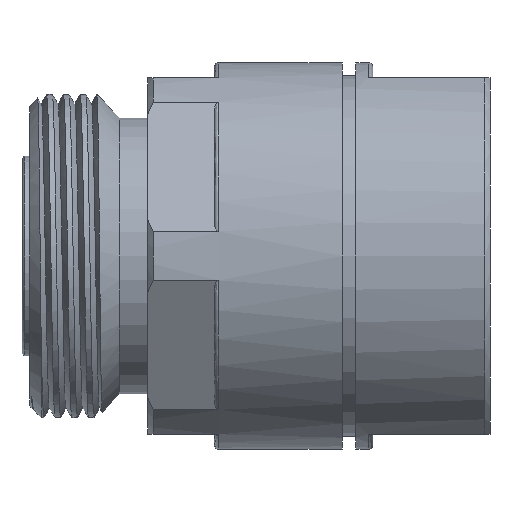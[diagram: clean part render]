
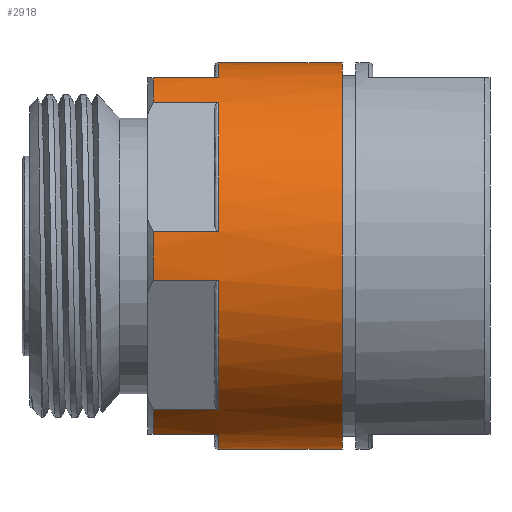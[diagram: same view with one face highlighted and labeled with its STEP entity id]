
A CAD part, front view. The second image highlights one B-rep face of the part: STEP entity #2918.
In plain terms, the highlighted cylindrical face has radius 17.35 mm (diameter 34.7 mm), a partial arc.
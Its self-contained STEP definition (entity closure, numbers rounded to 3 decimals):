
#265=CARTESIAN_POINT('',(-9.237,-10.501,13.811));
#282=CARTESIAN_POINT('',(-9.237,-6.71,16.));
#284=CARTESIAN_POINT('',(-9.237,0.,0.));
#285=DIRECTION('',(-1.,0.,0.));
#286=DIRECTION('',(0.,-0.605,0.796));
#287=AXIS2_PLACEMENT_3D('',#284,#285,#286);
#289=CARTESIAN_POINT('',(-9.237,-17.211,
-2.189));
#306=CARTESIAN_POINT('',(-9.237,-17.211,2.189));
#308=CARTESIAN_POINT('',(-9.237,0.,0.));
#309=DIRECTION('',(-1.,0.,0.));
#310=DIRECTION('',(0.,-0.992,-0.126));
#311=AXIS2_PLACEMENT_3D('',#308,#309,#310);
#313=CARTESIAN_POINT('',(-9.237,-6.71,-16.));
#330=CARTESIAN_POINT('',(-9.237,-10.501,
-13.811));
#332=CARTESIAN_POINT('',(-9.237,0.,0.));
#333=DIRECTION('',(-1.,0.,0.));
#334=DIRECTION('',(0.,-0.387,-0.922));
#335=AXIS2_PLACEMENT_3D('',#332,#333,#334);
#413=DIRECTION('',(-1.,0.,0.));
#414=VECTOR('',#413,5.885);
#415=CARTESIAN_POINT('',(-3.352,-17.211,2.189));
#416=LINE('',#415,#414);
#417=DIRECTION('',(1.,0.,0.));
#418=VECTOR('',#417,5.885);
#419=CARTESIAN_POINT('',(-9.237,-10.501,13.811));
#420=LINE('',#419,#418);
#421=CARTESIAN_POINT('',(-3.352,0.,0.));
#422=DIRECTION('',(1.,0.,0.));
#423=DIRECTION('',(0.,-0.605,0.796));
#424=AXIS2_PLACEMENT_3D('',#421,#422,#423);
#426=CARTESIAN_POINT('',(-3.352,-17.211,2.189));
#459=CARTESIAN_POINT('',(-3.352,-10.501,13.811));
#461=CARTESIAN_POINT('',(-3.352,0.,0.));
#462=DIRECTION('',(1.,0.,0.));
#463=DIRECTION('',(0.,0.,1.));
#464=AXIS2_PLACEMENT_3D('',#461,#462,#463);
#466=DIRECTION('',(-1.,0.,0.));
#467=VECTOR('',#466,11.082);
#468=CARTESIAN_POINT('',(7.73,0.,17.35));
#469=LINE('',#468,#467);
#470=CARTESIAN_POINT('',(7.73,0.,0.));
#471=DIRECTION('',(-1.,0.,0.));
#472=DIRECTION('',(0.,0.,-1.));
#473=AXIS2_PLACEMENT_3D('',#470,#471,#472);
#475=DIRECTION('',(-1.,0.,0.));
#476=VECTOR('',#475,11.082);
#477=CARTESIAN_POINT('',(7.73,0.,-17.35));
#478=LINE('',#477,#476);
#479=CARTESIAN_POINT('',(-3.352,0.,0.));
#480=DIRECTION('',(1.,0.,0.));
#481=DIRECTION('',(0.,-0.387,-0.922));
#482=AXIS2_PLACEMENT_3D('',#479,#480,#481);
#523=DIRECTION('',(-1.,0.,0.));
#524=VECTOR('',#523,5.885);
#525=CARTESIAN_POINT('',(-3.352,-6.71,16.));
#526=LINE('',#525,#524);
#2007=DIRECTION('',(-1.,0.,0.));
#2008=VECTOR('',#2007,5.885);
#2009=CARTESIAN_POINT('',(-3.352,-10.501,
-13.811));
#2010=LINE('',#2009,#2008);
#2011=DIRECTION('',(1.,0.,0.));
#2012=VECTOR('',#2011,5.885);
#2013=CARTESIAN_POINT('',(-9.237,-17.211,
-2.189));
#2014=LINE('',#2013,#2012);
#2015=CARTESIAN_POINT('',(-3.352,0.,0.));
#2016=DIRECTION('',(1.,0.,0.));
#2017=DIRECTION('',(0.,-0.992,-0.126));
#2018=AXIS2_PLACEMENT_3D('',#2015,#2016,#2017);
#2020=CARTESIAN_POINT('',(-3.352,-10.501,
-13.811));
#2053=CARTESIAN_POINT('',(-3.352,-17.211,
-2.189));
#2063=DIRECTION('',(1.,0.,0.));
#2064=VECTOR('',#2063,5.885);
#2065=CARTESIAN_POINT('',(-9.237,-6.71,-16.));
#2066=LINE('',#2065,#2064);
#2143=CARTESIAN_POINT('',(7.73,0.,-17.35));
#2144=CARTESIAN_POINT('',(7.73,0.,17.35));
#2145=VERTEX_POINT('',#2143);
#2146=VERTEX_POINT('',#2144);
#2332=VERTEX_POINT('',#282);
#2333=VERTEX_POINT('',#265);
#2336=VERTEX_POINT('',#306);
#2337=VERTEX_POINT('',#289);
#2340=VERTEX_POINT('',#330);
#2341=VERTEX_POINT('',#313);
#2365=CARTESIAN_POINT('',(-3.352,0.,17.35));
#2366=CARTESIAN_POINT('',(-3.352,-6.71,16.));
#2367=VERTEX_POINT('',#2365);
#2368=VERTEX_POINT('',#2366);
#2371=CARTESIAN_POINT('',(-3.352,0.,-17.35));
#2373=VERTEX_POINT('',#2371);
#2375=CARTESIAN_POINT('',(-3.352,-6.71,-16.));
#2376=VERTEX_POINT('',#2375);
#2413=VERTEX_POINT('',#459);
#2414=VERTEX_POINT('',#426);
#2415=VERTEX_POINT('',#2053);
#2416=VERTEX_POINT('',#2020);
#2888=CARTESIAN_POINT('',(-23.1,0.,0.));
#2889=DIRECTION('',(1.,0.,0.));
#2890=DIRECTION('',(0.,0.,1.));
#2891=AXIS2_PLACEMENT_3D('',#2888,#2889,#2890);
#2892=CYLINDRICAL_SURFACE('',#2891,17.35);
#2894=ORIENTED_EDGE('',*,*,#2893,.F.);
#2895=ORIENTED_EDGE('',*,*,#2685,.F.);
#2896=ORIENTED_EDGE('',*,*,#2658,.F.);
#2897=ORIENTED_EDGE('',*,*,#2682,.T.);
#2899=ORIENTED_EDGE('',*,*,#2898,.F.);
#2901=ORIENTED_EDGE('',*,*,#2900,.F.);
#2902=ORIENTED_EDGE('',*,*,#2794,.T.);
#2904=ORIENTED_EDGE('',*,*,#2903,.F.);
#2906=ORIENTED_EDGE('',*,*,#2905,.F.);
#2908=ORIENTED_EDGE('',*,*,#2907,.F.);
#2909=ORIENTED_EDGE('',*,*,#2778,.T.);
#2910=ORIENTED_EDGE('',*,*,#2851,.F.);
#2911=ORIENTED_EDGE('',*,*,#2880,.F.);
#2912=ORIENTED_EDGE('',*,*,#2857,.F.);
#2913=ORIENTED_EDGE('',*,*,#2762,.T.);
#2915=ORIENTED_EDGE('',*,*,#2914,.F.);
#2916=EDGE_LOOP('',(#2894,#2895,#2896,#2897,#2899,#2901,#2902,#2904,#2906,#2908,
#2909,#2910,#2911,#2912,#2913,#2915));
#2917=FACE_OUTER_BOUND('',#2916,.F.);
#288=CIRCLE('',#287,17.35);
#312=CIRCLE('',#311,17.35);
#336=CIRCLE('',#335,17.35);
#425=CIRCLE('',#424,17.35);
#465=CIRCLE('',#464,17.35);
#474=CIRCLE('',#473,17.35);
#483=CIRCLE('',#482,17.35);
#2019=CIRCLE('',#2018,17.35);
#2658=EDGE_CURVE('',#2145,#2146,#474,.T.);
#2682=EDGE_CURVE('',#2145,#2373,#478,.T.);
#2685=EDGE_CURVE('',#2146,#2367,#469,.T.);
#2762=EDGE_CURVE('',#2333,#2332,#288,.T.);
#2778=EDGE_CURVE('',#2337,#2336,#312,.T.);
#2794=EDGE_CURVE('',#2341,#2340,#336,.T.);
#2851=EDGE_CURVE('',#2414,#2336,#416,.T.);
#2857=EDGE_CURVE('',#2333,#2413,#420,.T.);
#2880=EDGE_CURVE('',#2413,#2414,#425,.T.);
#2893=EDGE_CURVE('',#2367,#2368,#465,.T.);
#2898=EDGE_CURVE('',#2376,#2373,#483,.T.);
#2900=EDGE_CURVE('',#2341,#2376,#2066,.T.);
#2903=EDGE_CURVE('',#2416,#2340,#2010,.T.);
#2905=EDGE_CURVE('',#2415,#2416,#2019,.T.);
#2907=EDGE_CURVE('',#2337,#2415,#2014,.T.);
#2914=EDGE_CURVE('',#2368,#2332,#526,.T.);
#2918=ADVANCED_FACE('',(#2917),#2892,.T.);
